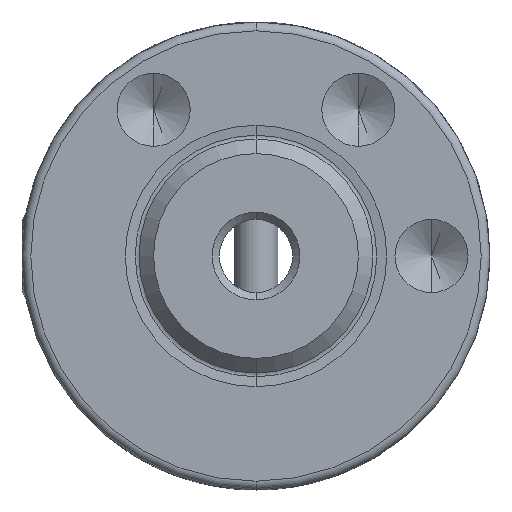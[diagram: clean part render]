
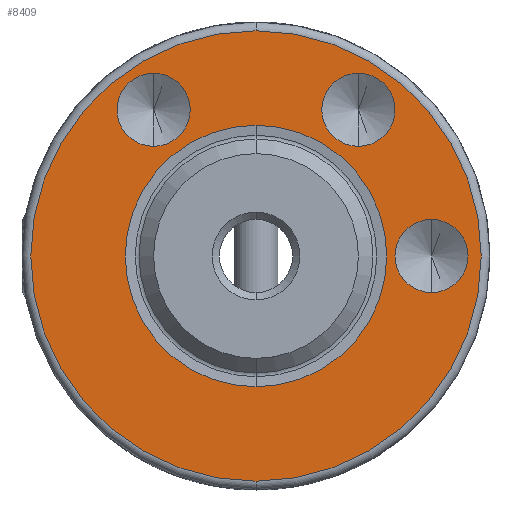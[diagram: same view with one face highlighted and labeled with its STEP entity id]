
A CAD part, left-side view. The second image highlights one B-rep face of the part: STEP entity #8409.
In plain terms, the highlighted planar face has unit normal (-1, 0, 0).
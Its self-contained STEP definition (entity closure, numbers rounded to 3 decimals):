
#356 = CARTESIAN_POINT ( 'NONE',  ( -32., -12., 0. ) ) ;
#1010 = CARTESIAN_POINT ( 'NONE',  ( -32., 0., 0. ) ) ;
#1070 = CARTESIAN_POINT ( 'NONE',  ( -32., 0., 15.4 ) ) ;
#1243 = FACE_BOUND ( 'NONE', #4329, .T. ) ;
#1707 = CIRCLE ( 'NONE', #13179, 2.5 ) ;
#2091 = DIRECTION ( 'NONE',  ( 0., 0., 1. ) ) ;
#2098 = CIRCLE ( 'NONE', #15111, 2.5 ) ;
#2800 = CARTESIAN_POINT ( 'NONE',  ( -32., 7., 7.5 ) ) ;
#2923 = DIRECTION ( 'NONE',  ( 0., 0., 1. ) ) ;
#3548 = DIRECTION ( 'NONE',  ( 0., 0., -1. ) ) ;
#3575 = DIRECTION ( 'NONE',  ( 0., 0., 1. ) ) ;
#3623 = DIRECTION ( 'NONE',  ( -1., 0., 0. ) ) ;
#3654 = PLANE ( 'NONE',  #14510 ) ;
#3657 = DIRECTION ( 'NONE',  ( 0., 0., -1. ) ) ;
#3669 = CARTESIAN_POINT ( 'NONE',  ( -32., 15.4, 0. ) ) ;
#3724 = DIRECTION ( 'NONE',  ( 1., 0., 0. ) ) ;
#3730 = CARTESIAN_POINT ( 'NONE',  ( -32., 0., 0. ) ) ;
#3857 = EDGE_CURVE ( 'NONE', #4395, #11395, #6553, .T. ) ;
#4329 = EDGE_LOOP ( 'NONE', ( #16947, #17644 ) ) ;
#4395 = VERTEX_POINT ( 'NONE', #26555 ) ;
#4846 = CARTESIAN_POINT ( 'NONE',  ( -32., 7., 10. ) ) ;
#4849 = CARTESIAN_POINT ( 'NONE',  ( -32., -12., 2.5 ) ) ;
#5984 = AXIS2_PLACEMENT_3D ( 'NONE', #32265, #17179, #2091 ) ;
#6221 = ORIENTED_EDGE ( 'NONE', *, *, #24968, .F. ) ;
#6382 = EDGE_CURVE ( 'NONE', #25655, #19055, #1707, .T. ) ;
#6553 = CIRCLE ( 'NONE', #28326, 8.94 ) ;
#6847 = CARTESIAN_POINT ( 'NONE',  ( -32., 0., -8.94 ) ) ;
#7379 = DIRECTION ( 'NONE',  ( 0., 0., 1. ) ) ;
#7387 = CIRCLE ( 'NONE', #18194, 15.4 ) ;
#7815 = EDGE_LOOP ( 'NONE', ( #24837, #26168 ) ) ;
#8409 = ADVANCED_FACE ( 'NONE', ( #28372, #1243, #27576, #20873, #27257 ), #3654, .T. ) ;
#8611 = DIRECTION ( 'NONE',  ( 1., 0., 0. ) ) ;
#8861 = AXIS2_PLACEMENT_3D ( 'NONE', #10879, #28534, #13450 ) ;
#9787 = VERTEX_POINT ( 'NONE', #2800 ) ;
#10879 = CARTESIAN_POINT ( 'NONE',  ( -32., -7., 10. ) ) ;
#11395 = VERTEX_POINT ( 'NONE', #6847 ) ;
#11413 = AXIS2_PLACEMENT_3D ( 'NONE', #1010, #18667, #3548 ) ;
#11707 = CARTESIAN_POINT ( 'NONE',  ( -32., -12., -2.5 ) ) ;
#13179 = AXIS2_PLACEMENT_3D ( 'NONE', #32378, #32331, #32298 ) ;
#13315 = VERTEX_POINT ( 'NONE', #4849 ) ;
#13450 = DIRECTION ( 'NONE',  ( 0., 0., 1. ) ) ;
#13869 = CARTESIAN_POINT ( 'NONE',  ( -32., -12., 0. ) ) ;
#14510 = AXIS2_PLACEMENT_3D ( 'NONE', #3669, #3623, #3575 ) ;
#14792 = CARTESIAN_POINT ( 'NONE',  ( -32., 0., 0. ) ) ;
#15111 = AXIS2_PLACEMENT_3D ( 'NONE', #13869, #31479, #16383 ) ;
#15335 = EDGE_CURVE ( 'NONE', #15690, #23680, #16682, .T. ) ;
#15567 = CIRCLE ( 'NONE', #16090, 2.5 ) ;
#15690 = VERTEX_POINT ( 'NONE', #1070 ) ;
#16090 = AXIS2_PLACEMENT_3D ( 'NONE', #356, #18018, #2923 ) ;
#16383 = DIRECTION ( 'NONE',  ( 0., 0., 1. ) ) ;
#16682 = CIRCLE ( 'NONE', #32083, 15.4 ) ;
#16947 = ORIENTED_EDGE ( 'NONE', *, *, #23633, .F. ) ;
#17179 = DIRECTION ( 'NONE',  ( -1., 0., 0. ) ) ;
#17304 = DIRECTION ( 'NONE',  ( 0., 0., -1. ) ) ;
#17644 = ORIENTED_EDGE ( 'NONE', *, *, #6382, .F. ) ;
#17697 = CARTESIAN_POINT ( 'NONE',  ( -32., 7., 12.5 ) ) ;
#17704 = CIRCLE ( 'NONE', #8861, 2.5 ) ;
#17717 = ORIENTED_EDGE ( 'NONE', *, *, #29469, .F. ) ;
#18018 = DIRECTION ( 'NONE',  ( -1., 0., 0. ) ) ;
#18194 = AXIS2_PLACEMENT_3D ( 'NONE', #23694, #8611, #26220 ) ;
#18296 = CARTESIAN_POINT ( 'NONE',  ( -32., -7., 7.5 ) ) ;
#18547 = ORIENTED_EDGE ( 'NONE', *, *, #3857, .T. ) ;
#18667 = DIRECTION ( 'NONE',  ( 1., 0., 0. ) ) ;
#19055 = VERTEX_POINT ( 'NONE', #20634 ) ;
#19328 = EDGE_LOOP ( 'NONE', ( #21215, #17717 ) ) ;
#20634 = CARTESIAN_POINT ( 'NONE',  ( -32., -7., 12.5 ) ) ;
#20873 = FACE_BOUND ( 'NONE', #23607, .T. ) ;
#21215 = ORIENTED_EDGE ( 'NONE', *, *, #21315, .F. ) ;
#21315 = EDGE_CURVE ( 'NONE', #13315, #31379, #2098, .T. ) ;
#22445 = DIRECTION ( 'NONE',  ( -1., 0., 0. ) ) ;
#23607 = EDGE_LOOP ( 'NONE', ( #18547, #28632 ) ) ;
#23633 = EDGE_CURVE ( 'NONE', #19055, #25655, #17704, .T. ) ;
#23680 = VERTEX_POINT ( 'NONE', #28631 ) ;
#23694 = CARTESIAN_POINT ( 'NONE',  ( -32., 0., 0. ) ) ;
#24837 = ORIENTED_EDGE ( 'NONE', *, *, #32504, .F. ) ;
#24856 = ORIENTED_EDGE ( 'NONE', *, *, #15335, .F. ) ;
#24925 = EDGE_CURVE ( 'NONE', #11395, #4395, #27476, .T. ) ;
#24968 = EDGE_CURVE ( 'NONE', #23680, #15690, #7387, .T. ) ;
#25403 = CIRCLE ( 'NONE', #5984, 2.5 ) ;
#25553 = AXIS2_PLACEMENT_3D ( 'NONE', #4846, #22445, #7379 ) ;
#25655 = VERTEX_POINT ( 'NONE', #18296 ) ;
#25921 = VERTEX_POINT ( 'NONE', #17697 ) ;
#25942 = EDGE_LOOP ( 'NONE', ( #6221, #24856 ) ) ;
#26168 = ORIENTED_EDGE ( 'NONE', *, *, #29297, .F. ) ;
#26220 = DIRECTION ( 'NONE',  ( 0., 0., -1. ) ) ;
#26555 = CARTESIAN_POINT ( 'NONE',  ( -32., 0., 8.94 ) ) ;
#27257 = FACE_OUTER_BOUND ( 'NONE', #25942, .T. ) ;
#27476 = CIRCLE ( 'NONE', #11413, 8.94 ) ;
#27576 = FACE_BOUND ( 'NONE', #19328, .T. ) ;
#28326 = AXIS2_PLACEMENT_3D ( 'NONE', #3730, #3724, #3657 ) ;
#28372 = FACE_BOUND ( 'NONE', #7815, .T. ) ;
#28534 = DIRECTION ( 'NONE',  ( -1., 0., 0. ) ) ;
#28631 = CARTESIAN_POINT ( 'NONE',  ( -32., 0., -15.4 ) ) ;
#28632 = ORIENTED_EDGE ( 'NONE', *, *, #24925, .T. ) ;
#29297 = EDGE_CURVE ( 'NONE', #9787, #25921, #25403, .T. ) ;
#29469 = EDGE_CURVE ( 'NONE', #31379, #13315, #15567, .T. ) ;
#31379 = VERTEX_POINT ( 'NONE', #11707 ) ;
#31479 = DIRECTION ( 'NONE',  ( -1., 0., 0. ) ) ;
#31571 = CIRCLE ( 'NONE', #25553, 2.5 ) ;
#32083 = AXIS2_PLACEMENT_3D ( 'NONE', #14792, #32422, #17304 ) ;
#32265 = CARTESIAN_POINT ( 'NONE',  ( -32., 7., 10. ) ) ;
#32298 = DIRECTION ( 'NONE',  ( 0., 0., 1. ) ) ;
#32331 = DIRECTION ( 'NONE',  ( -1., 0., 0. ) ) ;
#32378 = CARTESIAN_POINT ( 'NONE',  ( -32., -7., 10. ) ) ;
#32422 = DIRECTION ( 'NONE',  ( 1., 0., 0. ) ) ;
#32504 = EDGE_CURVE ( 'NONE', #25921, #9787, #31571, .T. ) ;
